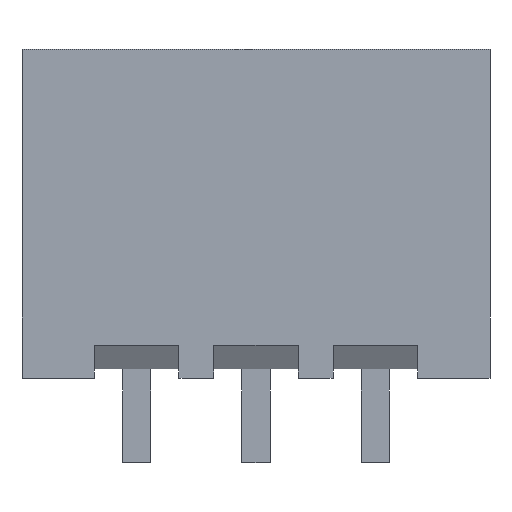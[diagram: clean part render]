
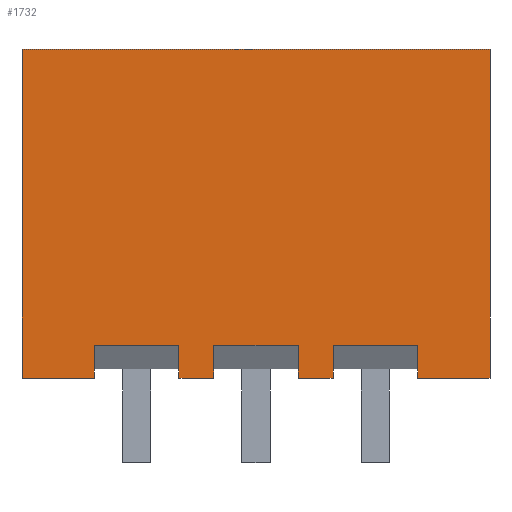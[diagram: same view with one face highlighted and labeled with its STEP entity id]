
A CAD part, front view. The second image highlights one B-rep face of the part: STEP entity #1732.
In plain terms, the highlighted planar face has unit normal (0, -1, 0).
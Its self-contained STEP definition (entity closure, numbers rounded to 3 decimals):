
#4 = DIRECTION ( 'NONE',  ( 0., 0., -1. ) ) ;
#15 = CARTESIAN_POINT ( 'NONE',  ( -1.64, -3.4, 0.7 ) ) ;
#28 = VECTOR ( 'NONE', #1835, 1000. ) ;
#51 = LINE ( 'NONE', #2256, #953 ) ;
#75 = ORIENTED_EDGE ( 'NONE', *, *, #638, .T. ) ;
#90 = ORIENTED_EDGE ( 'NONE', *, *, #594, .F. ) ;
#123 = ORIENTED_EDGE ( 'NONE', *, *, #2776, .F. ) ;
#128 = ORIENTED_EDGE ( 'NONE', *, *, #2767, .F. ) ;
#149 = PLANE ( 'NONE',  #2249 ) ;
#180 = CARTESIAN_POINT ( 'NONE',  ( -1.64, -3.4, 0.7 ) ) ;
#205 = ORIENTED_EDGE ( 'NONE', *, *, #2353, .T. ) ;
#235 = CARTESIAN_POINT ( 'NONE',  ( 1.64, -3.4, 0.2 ) ) ;
#339 = VECTOR ( 'NONE', #2916, 1000. ) ;
#360 = CARTESIAN_POINT ( 'NONE',  ( -4.98, -3.4, 7. ) ) ;
#372 = CARTESIAN_POINT ( 'NONE',  ( -0.9, -3.4, 0. ) ) ;
#375 = CARTESIAN_POINT ( 'NONE',  ( -4.98, -3.4, 7. ) ) ;
#404 = DIRECTION ( 'NONE',  ( 1., 0., 0. ) ) ;
#441 = VECTOR ( 'NONE', #2459, 1000. ) ;
#445 = VERTEX_POINT ( 'NONE', #2198 ) ;
#463 = VERTEX_POINT ( 'NONE', #2024 ) ;
#531 = VERTEX_POINT ( 'NONE', #620 ) ;
#548 = EDGE_CURVE ( 'NONE', #1129, #689, #608, .T. ) ;
#559 = ORIENTED_EDGE ( 'NONE', *, *, #1288, .T. ) ;
#575 = EDGE_CURVE ( 'NONE', #1571, #1738, #1776, .T. ) ;
#586 = CARTESIAN_POINT ( 'NONE',  ( -1.64, -3.4, 0.2 ) ) ;
#594 = EDGE_CURVE ( 'NONE', #2401, #1202, #1963, .T. ) ;
#602 = CARTESIAN_POINT ( 'NONE',  ( 1.64, -3.4, 0.7 ) ) ;
#607 = ORIENTED_EDGE ( 'NONE', *, *, #548, .T. ) ;
#608 = LINE ( 'NONE', #651, #2914 ) ;
#617 = FACE_OUTER_BOUND ( 'NONE', #2138, .T. ) ;
#620 = CARTESIAN_POINT ( 'NONE',  ( 0.9, -3.4, 0. ) ) ;
#638 = EDGE_CURVE ( 'NONE', #1308, #463, #721, .T. ) ;
#651 = CARTESIAN_POINT ( 'NONE',  ( 0.9, -3.4, 0.7 ) ) ;
#681 = VERTEX_POINT ( 'NONE', #1383 ) ;
#683 = LINE ( 'NONE', #2294, #441 ) ;
#689 = VERTEX_POINT ( 'NONE', #1144 ) ;
#721 = LINE ( 'NONE', #1590, #1760 ) ;
#768 = VECTOR ( 'NONE', #2683, 1000. ) ;
#787 = CARTESIAN_POINT ( 'NONE',  ( 1.64, -3.4, 0. ) ) ;
#793 = DIRECTION ( 'NONE',  ( 0., 0., -1. ) ) ;
#901 = LINE ( 'NONE', #1413, #1944 ) ;
#953 = VECTOR ( 'NONE', #4, 1000. ) ;
#963 = ORIENTED_EDGE ( 'NONE', *, *, #575, .F. ) ;
#989 = VECTOR ( 'NONE', #2890, 1000. ) ;
#1011 = VECTOR ( 'NONE', #1603, 1000. ) ;
#1054 = CARTESIAN_POINT ( 'NONE',  ( 4.98, -3.4, 7. ) ) ;
#1060 = EDGE_CURVE ( 'NONE', #1571, #445, #2848, .T. ) ;
#1129 = VERTEX_POINT ( 'NONE', #1298 ) ;
#1144 = CARTESIAN_POINT ( 'NONE',  ( 0.9, -3.4, 0.7 ) ) ;
#1152 = VECTOR ( 'NONE', #2674, 1000. ) ;
#1173 = ORIENTED_EDGE ( 'NONE', *, *, #1303, .T. ) ;
#1187 = DIRECTION ( 'NONE',  ( 1., 0., 0. ) ) ;
#1202 = VERTEX_POINT ( 'NONE', #2651 ) ;
#1237 = CARTESIAN_POINT ( 'NONE',  ( -3.44, -3.4, 0.7 ) ) ;
#1248 = CARTESIAN_POINT ( 'NONE',  ( 3.44, -3.4, 0. ) ) ;
#1257 = LINE ( 'NONE', #586, #768 ) ;
#1288 = EDGE_CURVE ( 'NONE', #445, #1202, #901, .T. ) ;
#1298 = CARTESIAN_POINT ( 'NONE',  ( -0.9, -3.4, 0.7 ) ) ;
#1303 = EDGE_CURVE ( 'NONE', #2401, #1725, #2043, .T. ) ;
#1308 = VERTEX_POINT ( 'NONE', #1248 ) ;
#1324 = VECTOR ( 'NONE', #793, 1000. ) ;
#1326 = DIRECTION ( 'NONE',  ( 0., 0., -1. ) ) ;
#1370 = ORIENTED_EDGE ( 'NONE', *, *, #1508, .F. ) ;
#1383 = CARTESIAN_POINT ( 'NONE',  ( 3.44, -3.4, 0.7 ) ) ;
#1413 = CARTESIAN_POINT ( 'NONE',  ( -4.98, -3.4, 0. ) ) ;
#1439 = ORIENTED_EDGE ( 'NONE', *, *, #2508, .T. ) ;
#1508 = EDGE_CURVE ( 'NONE', #1129, #2889, #1945, .T. ) ;
#1571 = VERTEX_POINT ( 'NONE', #1837 ) ;
#1572 = LINE ( 'NONE', #1819, #1011 ) ;
#1585 = CARTESIAN_POINT ( 'NONE',  ( 3.44, -3.4, 0.2 ) ) ;
#1590 = CARTESIAN_POINT ( 'NONE',  ( -7.52, -3.4, 0. ) ) ;
#1593 = EDGE_CURVE ( 'NONE', #689, #531, #51, .T. ) ;
#1603 = DIRECTION ( 'NONE',  ( 0., 0., -1. ) ) ;
#1634 = ORIENTED_EDGE ( 'NONE', *, *, #1060, .T. ) ;
#1635 = VERTEX_POINT ( 'NONE', #1647 ) ;
#1647 = CARTESIAN_POINT ( 'NONE',  ( -1.64, -3.4, 0. ) ) ;
#1706 = CARTESIAN_POINT ( 'NONE',  ( -3.44, -3.4, 0.2 ) ) ;
#1714 = EDGE_CURVE ( 'NONE', #1635, #2889, #2001, .T. ) ;
#1725 = VERTEX_POINT ( 'NONE', #180 ) ;
#1732 = ADVANCED_FACE ( 'NONE', ( #617 ), #149, .F. ) ;
#1738 = VERTEX_POINT ( 'NONE', #1054 ) ;
#1745 = EDGE_CURVE ( 'NONE', #1725, #1635, #1257, .T. ) ;
#1760 = VECTOR ( 'NONE', #1836, 1000. ) ;
#1763 = ORIENTED_EDGE ( 'NONE', *, *, #1593, .T. ) ;
#1776 = LINE ( 'NONE', #375, #2773 ) ;
#1819 = CARTESIAN_POINT ( 'NONE',  ( 4.98, -3.4, 7. ) ) ;
#1835 = DIRECTION ( 'NONE',  ( 0., 0., -1. ) ) ;
#1836 = DIRECTION ( 'NONE',  ( 1., 0., 0. ) ) ;
#1837 = CARTESIAN_POINT ( 'NONE',  ( -4.98, -3.4, 7. ) ) ;
#1862 = VECTOR ( 'NONE', #2714, 1000. ) ;
#1944 = VECTOR ( 'NONE', #2337, 1000. ) ;
#1945 = LINE ( 'NONE', #2905, #1862 ) ;
#1963 = LINE ( 'NONE', #1706, #989 ) ;
#1978 = LINE ( 'NONE', #2907, #1152 ) ;
#2001 = LINE ( 'NONE', #2931, #339 ) ;
#2024 = CARTESIAN_POINT ( 'NONE',  ( 4.98, -3.4, 0. ) ) ;
#2028 = VERTEX_POINT ( 'NONE', #602 ) ;
#2043 = LINE ( 'NONE', #15, #2146 ) ;
#2138 = EDGE_LOOP ( 'NONE', ( #2602, #1370, #607, #1763, #1439, #123, #205, #2169, #75, #128, #963, #1634, #559, #90, #1173, #2263 ) ) ;
#2146 = VECTOR ( 'NONE', #1187, 1000. ) ;
#2169 = ORIENTED_EDGE ( 'NONE', *, *, #2955, .T. ) ;
#2176 = DIRECTION ( 'NONE',  ( 0., 1., 0. ) ) ;
#2193 = DIRECTION ( 'NONE',  ( 1., 0., 0. ) ) ;
#2198 = CARTESIAN_POINT ( 'NONE',  ( -4.98, -3.4, 0. ) ) ;
#2249 = AXIS2_PLACEMENT_3D ( 'NONE', #360, #2176, #2637 ) ;
#2256 = CARTESIAN_POINT ( 'NONE',  ( 0.9, -3.4, 0.2 ) ) ;
#2263 = ORIENTED_EDGE ( 'NONE', *, *, #1745, .T. ) ;
#2285 = LINE ( 'NONE', #235, #28 ) ;
#2294 = CARTESIAN_POINT ( 'NONE',  ( -7.52, -3.4, 0. ) ) ;
#2301 = LINE ( 'NONE', #1585, #2504 ) ;
#2337 = DIRECTION ( 'NONE',  ( 1., 0., 0. ) ) ;
#2353 = EDGE_CURVE ( 'NONE', #2028, #681, #1978, .T. ) ;
#2401 = VERTEX_POINT ( 'NONE', #1237 ) ;
#2459 = DIRECTION ( 'NONE',  ( 1., 0., 0. ) ) ;
#2504 = VECTOR ( 'NONE', #1326, 1000. ) ;
#2508 = EDGE_CURVE ( 'NONE', #531, #2660, #683, .T. ) ;
#2602 = ORIENTED_EDGE ( 'NONE', *, *, #1714, .T. ) ;
#2637 = DIRECTION ( 'NONE',  ( 1., 0., 0. ) ) ;
#2651 = CARTESIAN_POINT ( 'NONE',  ( -3.44, -3.4, 0. ) ) ;
#2660 = VERTEX_POINT ( 'NONE', #787 ) ;
#2674 = DIRECTION ( 'NONE',  ( 1., 0., 0. ) ) ;
#2683 = DIRECTION ( 'NONE',  ( 0., 0., -1. ) ) ;
#2714 = DIRECTION ( 'NONE',  ( 0., 0., -1. ) ) ;
#2767 = EDGE_CURVE ( 'NONE', #1738, #463, #1572, .T. ) ;
#2773 = VECTOR ( 'NONE', #2193, 1000. ) ;
#2776 = EDGE_CURVE ( 'NONE', #2028, #2660, #2285, .T. ) ;
#2848 = LINE ( 'NONE', #2896, #1324 ) ;
#2889 = VERTEX_POINT ( 'NONE', #372 ) ;
#2890 = DIRECTION ( 'NONE',  ( 0., 0., -1. ) ) ;
#2896 = CARTESIAN_POINT ( 'NONE',  ( -4.98, -3.4, 7. ) ) ;
#2905 = CARTESIAN_POINT ( 'NONE',  ( -0.9, -3.4, 0.2 ) ) ;
#2907 = CARTESIAN_POINT ( 'NONE',  ( 3.44, -3.4, 0.7 ) ) ;
#2914 = VECTOR ( 'NONE', #404, 1000. ) ;
#2916 = DIRECTION ( 'NONE',  ( 1., 0., 0. ) ) ;
#2931 = CARTESIAN_POINT ( 'NONE',  ( -4.98, -3.4, 0. ) ) ;
#2955 = EDGE_CURVE ( 'NONE', #681, #1308, #2301, .T. ) ;
